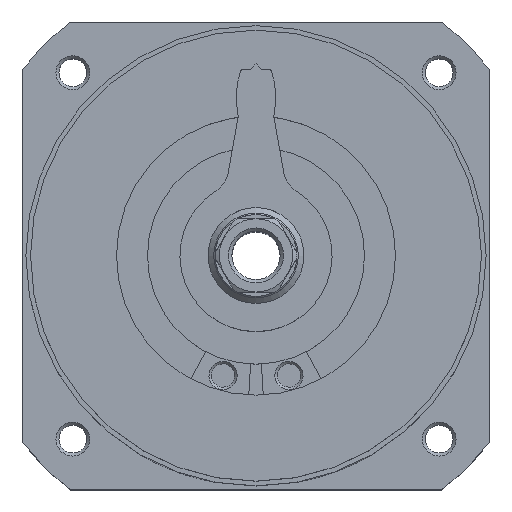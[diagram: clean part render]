
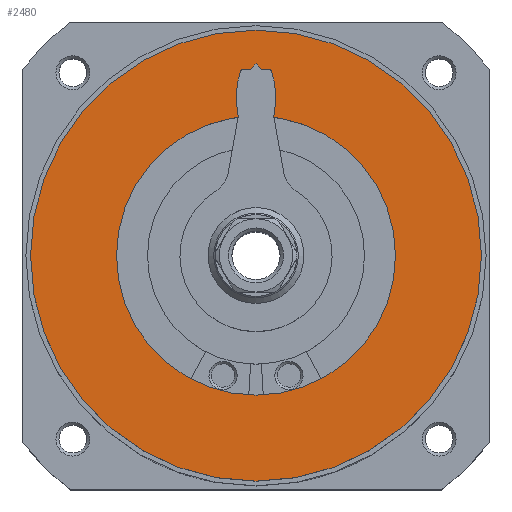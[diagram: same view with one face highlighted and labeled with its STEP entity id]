
A CAD part, top view. The second image highlights one B-rep face of the part: STEP entity #2480.
In plain terms, the highlighted face is planar.
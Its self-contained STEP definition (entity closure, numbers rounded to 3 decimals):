
#118=PLANE('',#2737);
#467=ORIENTED_EDGE('',*,*,#1039,.F.);
#468=ORIENTED_EDGE('',*,*,#1040,.T.);
#1039=EDGE_CURVE('',#1335,#1335,#1574,.T.);
#1040=EDGE_CURVE('',#1336,#1336,#1575,.T.);
#1335=VERTEX_POINT('',#4065);
#1336=VERTEX_POINT('',#4067);
#1574=CIRCLE('',#2738,40.);
#1575=CIRCLE('',#2739,24.75);
#1780=EDGE_LOOP('',(#467));
#1781=EDGE_LOOP('',(#468));
#2109=FACE_BOUND('',#1780,.T.);
#2110=FACE_BOUND('',#1781,.T.);
#2480=ADVANCED_FACE('',(#2109,#2110),#118,.F.);
#2737=AXIS2_PLACEMENT_3D('',#4063,#3194,#3195);
#2738=AXIS2_PLACEMENT_3D('',#4064,#3196,#3197);
#2739=AXIS2_PLACEMENT_3D('',#4066,#3198,#3199);
#3194=DIRECTION('',(1.,0.,0.));
#3195=DIRECTION('',(0.,0.,-1.));
#3196=DIRECTION('',(1.,0.,0.));
#3197=DIRECTION('',(0.,0.,-1.));
#3198=DIRECTION('',(1.,0.,0.));
#3199=DIRECTION('',(0.,0.,-1.));
#4063=CARTESIAN_POINT('',(-44.5,0.,0.));
#4064=CARTESIAN_POINT('',(-44.5,0.,0.));
#4065=CARTESIAN_POINT('',(-44.5,0.,-40.));
#4066=CARTESIAN_POINT('',(-44.5,0.,0.));
#4067=CARTESIAN_POINT('',(-44.5,0.,-24.75));
